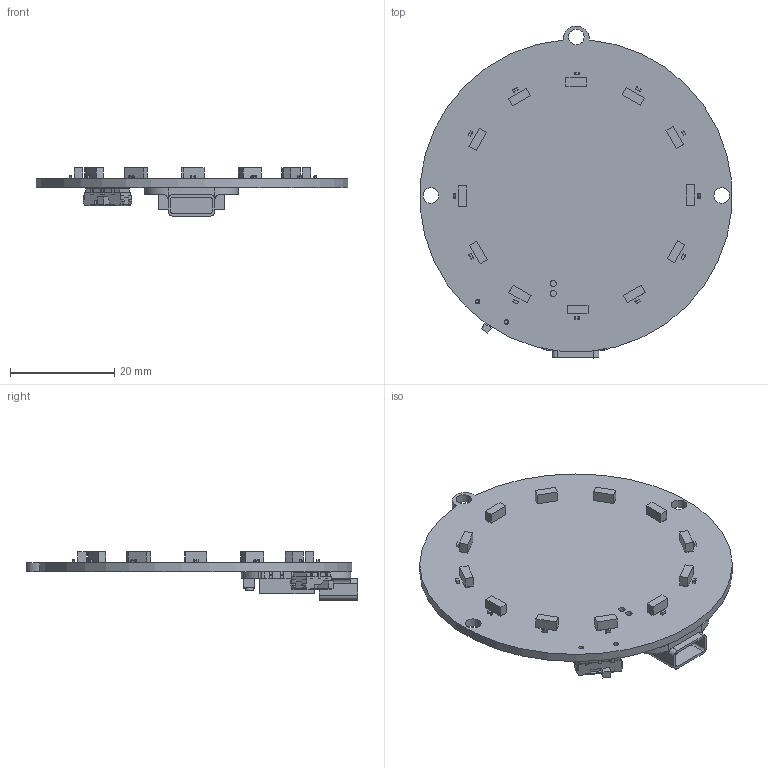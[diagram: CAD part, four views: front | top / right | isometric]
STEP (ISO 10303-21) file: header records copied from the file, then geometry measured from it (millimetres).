
FILE_DESCRIPTION(('Open CASCADE Model'),'2;1');
FILE_NAME('Open CASCADE Shape Model','2023-08-16T19:24:27',('Author'),( 'Open CASCADE'),'Open CASCADE STEP processor 6.8','Open CASCADE 6.8' ,'Unknown');
FILE_SCHEMA(('AUTOMOTIVE_DESIGN { 1 0 10303 214 1 1 1 1 }'));
Length unit declared in the file: millimetre
Products named in the file (114): PCB; Board; Open CASCADE STEP translator 6.8 2.1.1; C12; 6163950032; Fillet1; Fillet2; body2; C11; 6163952112; C10; 6163946432; C9; 6163946672; C8; 6163943232; C7; 6163945072; C6; 6163942272; C5; 6163949552; C4; 6163946832; C3; 6163947952; C2; 6163951232; C1; 6163953232; IC8; 6163952832; Body; Pins; IC5; 6163943792; IC11; 6163944112; IC7; 6163945312 ...
Assembly tree (113 placements, depth 4):
  PCB
    Board
      Open CASCADE STEP translator 6.8 2.1.1
    C12
      6163950032
        Fillet1
        Fillet2
        body2
    C11
      6163952112
        Fillet1
        Fillet2
        body2
    C10
      6163946432
        Fillet1
        Fillet2
        body2
    C9
      6163946672
        Fillet1
        Fillet2
        body2
    C8
      6163943232
        Fillet1
        Fillet2
        body2
    C7
      6163945072
        Fillet1
        Fillet2
        body2
    C6
      6163942272
        Fillet1
        Fillet2
        body2
    C5
      6163949552
        Fillet1
        Fillet2
        body2
    C4
      6163946832
        Fillet1
        Fillet2
        body2
    C3
      6163947952
        Fillet1
        Fillet2
        body2
    C2
      6163951232
        Fillet1
        Fillet2
        body2
    C1
      6163953232
Bounding box: 59.84 x 63.76 x 9.33 mm (x, y, z)
Volume: 5515.7 mm3; surface area: 8969.1 mm2
Topology: 130 solids, 130 shells, 1623 faces, 3786 edges, 2340 vertices
Faces by surface type: plane 1109, cylinder 414, sphere 96, cone 4
Full cylindrical faces by diameter (mm): 0.283 x1, 0.85 x28, 0.9 x2, 1.2 x2, 1.5 x2, 1.8 x1, 2.2 x1, 3 x3
Entity records: 50089 total; most frequent: CARTESIAN_POINT 7982, DIRECTION 7941, ORIENTED_EDGE 7380, EDGE_CURVE 3690, LINE 2727, VECTOR 2727, AXIS2_PLACEMENT_3D 2607, VERTEX_POINT 2340
